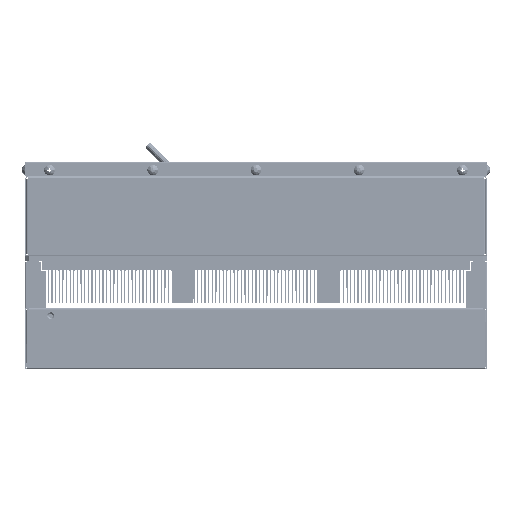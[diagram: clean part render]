
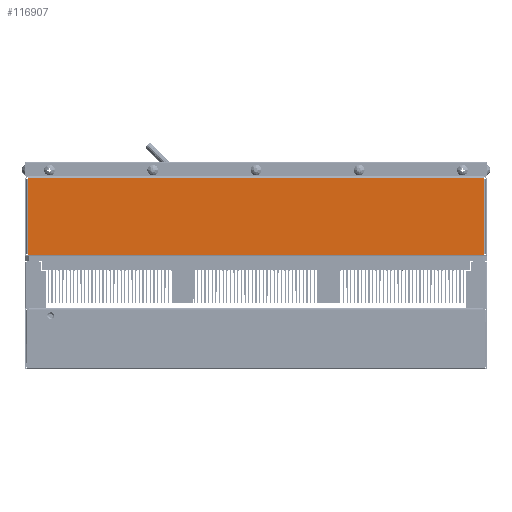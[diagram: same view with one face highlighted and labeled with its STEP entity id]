
A CAD part, front view. The second image highlights one B-rep face of the part: STEP entity #116907.
In plain terms, the highlighted planar face has unit normal (0, -1, 0).
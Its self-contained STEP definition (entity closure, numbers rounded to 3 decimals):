
#923 = ORIENTED_EDGE ( 'NONE', *, *, #93137, .F. ) ;
#3351 = VECTOR ( 'NONE', #13072, 39.37 ) ;
#4992 = VECTOR ( 'NONE', #7820, 39.37 ) ;
#5167 = DIRECTION ( 'NONE',  ( -1., 0., 0. ) ) ;
#7820 = DIRECTION ( 'NONE',  ( -1., 0., 0. ) ) ;
#8537 = CARTESIAN_POINT ( 'NONE',  ( 8.85, -36.43, 4.609 ) ) ;
#9201 = LINE ( 'NONE', #59764, #88301 ) ;
#10088 = VERTEX_POINT ( 'NONE', #35886 ) ;
#11369 = VERTEX_POINT ( 'NONE', #46241 ) ;
#12159 = CARTESIAN_POINT ( 'NONE',  ( 8.85, -36.43, 1.487 ) ) ;
#13072 = DIRECTION ( 'NONE',  ( 0., 0., -1. ) ) ;
#14406 = ORIENTED_EDGE ( 'NONE', *, *, #116169, .T. ) ;
#16967 = ORIENTED_EDGE ( 'NONE', *, *, #54821, .F. ) ;
#19436 = VERTEX_POINT ( 'NONE', #32050 ) ;
#21077 = VERTEX_POINT ( 'NONE', #94724 ) ;
#22107 = LINE ( 'NONE', #128565, #104619 ) ;
#22274 = EDGE_LOOP ( 'NONE', ( #46453, #136376, #126718, #14406, #16967, #80355, #63134, #138244, #98265, #923, #59920 ) ) ;
#22800 = EDGE_CURVE ( 'NONE', #11369, #10088, #9201, .T. ) ;
#23501 = EDGE_CURVE ( 'NONE', #109331, #26500, #88161, .T. ) ;
#26341 = CARTESIAN_POINT ( 'NONE',  ( -10.054, -36.43, 4.609 ) ) ;
#26500 = VERTEX_POINT ( 'NONE', #129254 ) ;
#26815 = EDGE_CURVE ( 'NONE', #71022, #94314, #62328, .T. ) ;
#27539 = VECTOR ( 'NONE', #56680, 39.37 ) ;
#32050 = CARTESIAN_POINT ( 'NONE',  ( 8.85, -36.43, 4.609 ) ) ;
#32967 = EDGE_CURVE ( 'NONE', #79445, #21077, #85890, .T. ) ;
#35712 = VERTEX_POINT ( 'NONE', #43836 ) ;
#35862 = LINE ( 'NONE', #48851, #118348 ) ;
#35886 = CARTESIAN_POINT ( 'NONE',  ( -9.958, -36.43, 1.487 ) ) ;
#36474 = VECTOR ( 'NONE', #114361, 39.37 ) ;
#39893 = LINE ( 'NONE', #135534, #36474 ) ;
#41912 = CARTESIAN_POINT ( 'NONE',  ( 8.85, -36.43, 1.487 ) ) ;
#43836 = CARTESIAN_POINT ( 'NONE',  ( -9.958, -36.43, 4.609 ) ) ;
#46241 = CARTESIAN_POINT ( 'NONE',  ( -9.958, -36.43, 1.539 ) ) ;
#46453 = ORIENTED_EDGE ( 'NONE', *, *, #48840, .F. ) ;
#48112 = EDGE_CURVE ( 'NONE', #35712, #79445, #109784, .T. ) ;
#48840 = EDGE_CURVE ( 'NONE', #109331, #10088, #52457, .T. ) ;
#48851 = CARTESIAN_POINT ( 'NONE',  ( -9.958, -36.43, 5.234 ) ) ;
#52457 = LINE ( 'NONE', #58210, #106285 ) ;
#52590 = VECTOR ( 'NONE', #5167, 39.37 ) ;
#53054 = VECTOR ( 'NONE', #109081, 39.37 ) ;
#53386 = CARTESIAN_POINT ( 'NONE',  ( -9.958, -36.43, 4.659 ) ) ;
#54821 = EDGE_CURVE ( 'NONE', #71022, #96009, #56410, .T. ) ;
#56410 = LINE ( 'NONE', #12159, #53054 ) ;
#56680 = DIRECTION ( 'NONE',  ( 0., 0., 1. ) ) ;
#58210 = CARTESIAN_POINT ( 'NONE',  ( 4.196, -36.43, 1.487 ) ) ;
#59764 = CARTESIAN_POINT ( 'NONE',  ( -9.958, -36.43, 1.439 ) ) ;
#59920 = ORIENTED_EDGE ( 'NONE', *, *, #22800, .T. ) ;
#61099 = VECTOR ( 'NONE', #130663, 39.37 ) ;
#61322 = CARTESIAN_POINT ( 'NONE',  ( 8.946, -36.43, 1.439 ) ) ;
#62328 = LINE ( 'NONE', #83100, #4992 ) ;
#63134 = ORIENTED_EDGE ( 'NONE', *, *, #138413, .T. ) ;
#64201 = DIRECTION ( 'NONE',  ( 0., 0., 1. ) ) ;
#69020 = DIRECTION ( 'NONE',  ( -1., 0., 0. ) ) ;
#71022 = VERTEX_POINT ( 'NONE', #79913 ) ;
#72112 = DIRECTION ( 'NONE',  ( 0., 0., -1. ) ) ;
#76581 = CARTESIAN_POINT ( 'NONE',  ( 8.85, -36.43, 4.609 ) ) ;
#77522 = CARTESIAN_POINT ( 'NONE',  ( -9.958, -36.43, 1.439 ) ) ;
#77792 = CARTESIAN_POINT ( 'NONE',  ( 8.85, -36.43, 1.439 ) ) ;
#79445 = VERTEX_POINT ( 'NONE', #131345 ) ;
#79913 = CARTESIAN_POINT ( 'NONE',  ( 8.85, -36.43, 4.659 ) ) ;
#80355 = ORIENTED_EDGE ( 'NONE', *, *, #26815, .T. ) ;
#81302 = DIRECTION ( 'NONE',  ( 0., 0., -1. ) ) ;
#83100 = CARTESIAN_POINT ( 'NONE',  ( 8.946, -36.43, 4.659 ) ) ;
#85890 = LINE ( 'NONE', #77522, #3351 ) ;
#88161 = LINE ( 'NONE', #77792, #27539 ) ;
#88301 = VECTOR ( 'NONE', #111929, 39.37 ) ;
#90831 = AXIS2_PLACEMENT_3D ( 'NONE', #61322, #136522, #72112 ) ;
#93137 = EDGE_CURVE ( 'NONE', #11369, #21077, #39893, .T. ) ;
#94314 = VERTEX_POINT ( 'NONE', #53386 ) ;
#94724 = CARTESIAN_POINT ( 'NONE',  ( -9.958, -36.43, 1.539 ) ) ;
#96009 = VERTEX_POINT ( 'NONE', #8537 ) ;
#98265 = ORIENTED_EDGE ( 'NONE', *, *, #32967, .T. ) ;
#104619 = VECTOR ( 'NONE', #64201, 39.37 ) ;
#106285 = VECTOR ( 'NONE', #69020, 39.37 ) ;
#108067 = FACE_OUTER_BOUND ( 'NONE', #22274, .T. ) ;
#109081 = DIRECTION ( 'NONE',  ( 0., 0., -1. ) ) ;
#109331 = VERTEX_POINT ( 'NONE', #41912 ) ;
#109784 = LINE ( 'NONE', #26341, #52590 ) ;
#111650 = EDGE_CURVE ( 'NONE', #26500, #19436, #22107, .T. ) ;
#111929 = DIRECTION ( 'NONE',  ( 0., 0., -1. ) ) ;
#114361 = DIRECTION ( 'NONE',  ( -1., 0., 0. ) ) ;
#116169 = EDGE_CURVE ( 'NONE', #19436, #96009, #121636, .T. ) ;
#116907 = ADVANCED_FACE ( 'NONE', ( #108067 ), #135605, .T. ) ;
#118348 = VECTOR ( 'NONE', #81302, 39.37 ) ;
#121636 = LINE ( 'NONE', #76581, #61099 ) ;
#126718 = ORIENTED_EDGE ( 'NONE', *, *, #111650, .T. ) ;
#128565 = CARTESIAN_POINT ( 'NONE',  ( 8.85, -36.43, 1.439 ) ) ;
#129254 = CARTESIAN_POINT ( 'NONE',  ( 8.85, -36.43, 1.539 ) ) ;
#130663 = DIRECTION ( 'NONE',  ( -1., 0., 0. ) ) ;
#131345 = CARTESIAN_POINT ( 'NONE',  ( -9.958, -36.43, 4.609 ) ) ;
#135534 = CARTESIAN_POINT ( 'NONE',  ( -9.958, -36.43, 1.539 ) ) ;
#135605 = PLANE ( 'NONE',  #90831 ) ;
#136376 = ORIENTED_EDGE ( 'NONE', *, *, #23501, .T. ) ;
#136522 = DIRECTION ( 'NONE',  ( 0., -1., 0. ) ) ;
#138244 = ORIENTED_EDGE ( 'NONE', *, *, #48112, .T. ) ;
#138413 = EDGE_CURVE ( 'NONE', #94314, #35712, #35862, .T. ) ;
